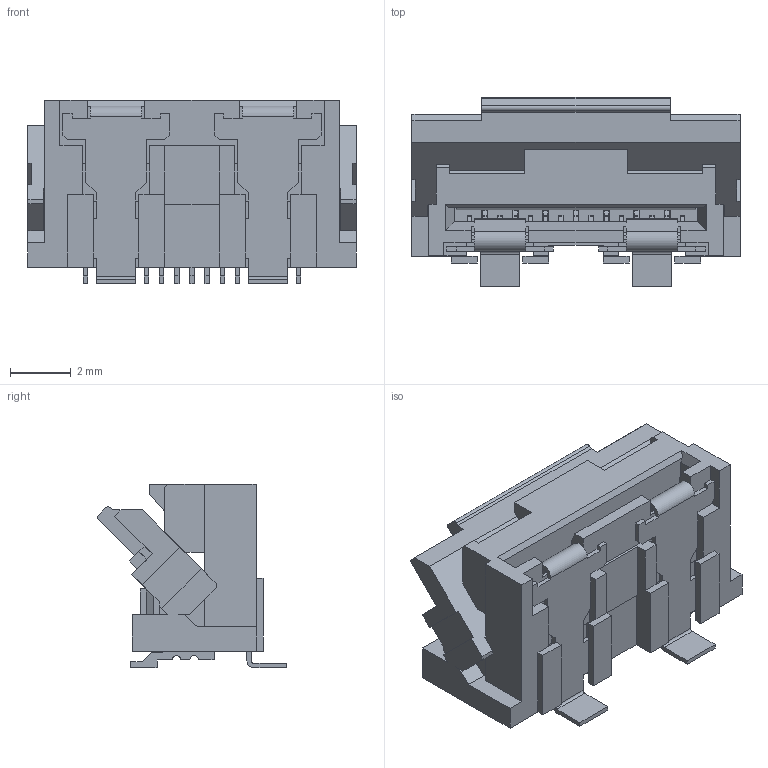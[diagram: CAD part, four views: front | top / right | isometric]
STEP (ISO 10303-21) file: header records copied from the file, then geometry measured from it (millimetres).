
FILE_DESCRIPTION(('FreeCAD Model'),'2;1');
FILE_NAME('Molex_502231-1500_1x15-1SH_P0.5mm_Vertical.step','2019-09-25T23:58:23',('kicad StepUp'),('ksu MCAD'), 'Open CASCADE STEP processor 7.3','FreeCAD','Unknown');
FILE_SCHEMA(('AUTOMOTIVE_DESIGN { 1 0 10303 214 1 1 1 1 }'));
Length unit declared in the file: millimetre
Products named in the file (1): Molex_502231-1500_1x15-1SH_P0.5mm_Vertical
Bounding box: 10.8 x 6.22 x 6.05 mm (x, y, z)
Volume: 151.5 mm3; surface area: 694.2 mm2
Topology: 1 solids, 1 shells, 941 faces, 2797 edges, 1847 vertices
Faces by surface type: plane 829, cylinder 112
Entity records: 31127 total; most frequent: ORIENTED_EDGE 5594, CARTESIAN_POINT 5586, DIRECTION 4907, EDGE_CURVE 2797, LINE 2571, VECTOR 2571, VERTEX_POINT 1847, AXIS2_PLACEMENT_3D 1168
